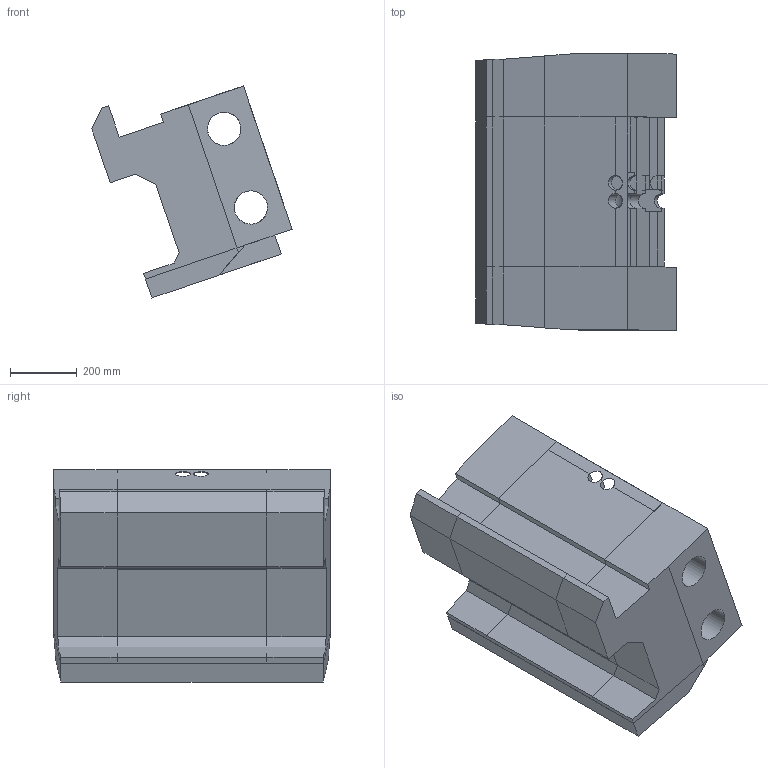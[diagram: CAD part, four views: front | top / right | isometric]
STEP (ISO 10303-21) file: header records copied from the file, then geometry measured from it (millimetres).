
FILE_DESCRIPTION(('FreeCAD Model'),'2;1');
FILE_NAME('Open CASCADE Shape Model','2025-01-08T00:00:57',('FreeCAD'),( 'FreeCAD'),'Open CASCADE STEP processor 7.6','FreeCAD','Unknown');
FILE_SCHEMA(('AUTOMOTIVE_DESIGN { 1 0 10303 214 1 1 1 1 }'));
Length unit declared in the file: millimetre
Products named in the file (1): Open CASCADE STEP translator 7.6 2
Bounding box: 601.19 x 829 x 636.49 mm (x, y, z)
Volume: 136813939.5 mm3; surface area: 4168197.4 mm2
Topology: 9 solids, 9 shells, 162 faces, 490 edges, 340 vertices
Faces by surface type: plane 132, cylinder 30
Full cylindrical faces by diameter (mm): 44 x1, 50 x1, 100 x2
Entity records: 11880 total; most frequent: CARTESIAN_POINT 2501, DIRECTION 1629, LINE 1035, VECTOR 1035, ORIENTED_EDGE 980, PCURVE 980, DEFINITIONAL_REPRESENTATION 980, EDGE_CURVE 490
